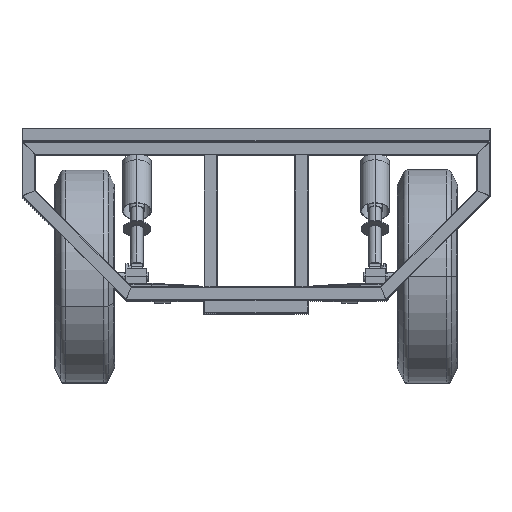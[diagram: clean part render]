
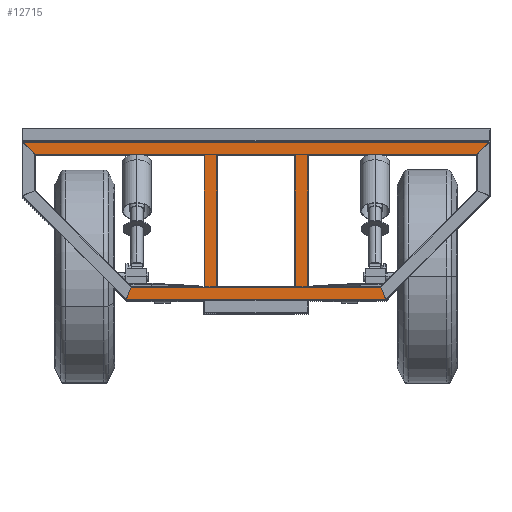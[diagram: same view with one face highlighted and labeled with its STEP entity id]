
A CAD part, top view. The second image highlights one B-rep face of the part: STEP entity #12715.
In plain terms, the highlighted planar face has unit normal (0, 0, 1).
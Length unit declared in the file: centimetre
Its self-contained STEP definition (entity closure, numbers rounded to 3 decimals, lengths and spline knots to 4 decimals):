
#201 = VERTEX_POINT ( 'NONE', #5685 ) ;
#639 = CARTESIAN_POINT ( 'NONE',  ( 42.46, -2.54, 0. ) ) ;
#716 = LINE ( 'NONE', #2491, #4230 ) ;
#778 = DIRECTION ( 'NONE',  ( 0.383, 0.924, 0. ) ) ;
#1078 = VERTEX_POINT ( 'NONE', #639 ) ;
#1196 = VECTOR ( 'NONE', #4473, 100. ) ;
#1595 = VERTEX_POINT ( 'NONE', #5904 ) ;
#1708 = EDGE_CURVE ( 'NONE', #6336, #2721, #9443, .T. ) ;
#1754 = ORIENTED_EDGE ( 'NONE', *, *, #18860, .T. ) ;
#1767 = EDGE_CURVE ( 'NONE', #19905, #10558, #6681, .T. ) ;
#1994 = ORIENTED_EDGE ( 'NONE', *, *, #9411, .F. ) ;
#2130 = CARTESIAN_POINT ( 'NONE',  ( 23.9479, -27.92, 0. ) ) ;
#2213 = DIRECTION ( 'NONE',  ( 1., 0., 0. ) ) ;
#2267 = LINE ( 'NONE', #14110, #8107 ) ;
#2390 = VECTOR ( 'NONE', #2213, 100. ) ;
#2491 = CARTESIAN_POINT ( 'NONE',  ( -45., -2.54, 0. ) ) ;
#2721 = VERTEX_POINT ( 'NONE', #18770 ) ;
#2739 = CARTESIAN_POINT ( 'NONE',  ( -7.46, 1.0521, 0. ) ) ;
#2763 = VECTOR ( 'NONE', #4496, 100. ) ;
#2879 = LINE ( 'NONE', #19722, #20407 ) ;
#2900 = EDGE_CURVE ( 'NONE', #11162, #201, #2267, .T. ) ;
#2924 = VECTOR ( 'NONE', #9953, 100. ) ;
#3190 = DIRECTION ( 'NONE',  ( 0., -1., 0. ) ) ;
#3266 = EDGE_CURVE ( 'NONE', #13513, #8074, #11880, .T. ) ;
#3298 = CARTESIAN_POINT ( 'NONE',  ( -10., -27.92, 0. ) ) ;
#3400 = ORIENTED_EDGE ( 'NONE', *, *, #9845, .F. ) ;
#3456 = EDGE_CURVE ( 'NONE', #1595, #10558, #12411, .T. ) ;
#3544 = EDGE_CURVE ( 'NONE', #17011, #1078, #2879, .T. ) ;
#3688 = CARTESIAN_POINT ( 'NONE',  ( -39.77, -5.23, 0. ) ) ;
#3690 = LINE ( 'NONE', #17068, #11136 ) ;
#4098 = CARTESIAN_POINT ( 'NONE',  ( 25., -30.46, 0. ) ) ;
#4230 = VECTOR ( 'NONE', #19008, 100. ) ;
#4258 = DIRECTION ( 'NONE',  ( -1., 0., 0. ) ) ;
#4418 = EDGE_CURVE ( 'NONE', #5599, #201, #17753, .T. ) ;
#4454 = CARTESIAN_POINT ( 'NONE',  ( -45., 0., 0. ) ) ;
#4473 = DIRECTION ( 'NONE',  ( 1., 0., 0. ) ) ;
#4496 = DIRECTION ( 'NONE',  ( -0.383, 0.924, 0. ) ) ;
#4560 = FACE_OUTER_BOUND ( 'NONE', #7708, .T. ) ;
#4660 = VECTOR ( 'NONE', #17629, 100. ) ;
#5599 = VERTEX_POINT ( 'NONE', #13692 ) ;
#5685 = CARTESIAN_POINT ( 'NONE',  ( 10., -27.92, 0. ) ) ;
#5861 = ORIENTED_EDGE ( 'NONE', *, *, #3456, .F. ) ;
#5904 = CARTESIAN_POINT ( 'NONE',  ( -25., -30.46, 0. ) ) ;
#6274 = VECTOR ( 'NONE', #15517, 100. ) ;
#6276 = CARTESIAN_POINT ( 'NONE',  ( 25., -30.46, 0. ) ) ;
#6336 = VERTEX_POINT ( 'NONE', #10939 ) ;
#6342 = PLANE ( 'NONE',  #21016 ) ;
#6435 = VECTOR ( 'NONE', #16731, 100. ) ;
#6681 = LINE ( 'NONE', #9774, #14534 ) ;
#6795 = LINE ( 'NONE', #10317, #6435 ) ;
#7708 = EDGE_LOOP ( 'NONE', ( #1994, #8517, #13775, #17950, #19481, #5861, #15017, #1754, #20327, #15710, #13772, #20668 ) ) ;
#8074 = VERTEX_POINT ( 'NONE', #11823 ) ;
#8107 = VECTOR ( 'NONE', #4258, 100. ) ;
#8517 = ORIENTED_EDGE ( 'NONE', *, *, #3266, .T. ) ;
#8749 = EDGE_CURVE ( 'NONE', #21531, #1595, #16914, .T. ) ;
#9165 = EDGE_CURVE ( 'NONE', #5599, #1078, #11018, .T. ) ;
#9411 = EDGE_CURVE ( 'NONE', #13513, #17011, #9454, .T. ) ;
#9428 = DIRECTION ( 'NONE',  ( -1., 0., 0. ) ) ;
#9443 = LINE ( 'NONE', #10871, #4660 ) ;
#9454 = LINE ( 'NONE', #9559, #1196 ) ;
#9537 = FACE_BOUND ( 'NONE', #12206, .T. ) ;
#9559 = CARTESIAN_POINT ( 'NONE',  ( -45., 0., 0. ) ) ;
#9595 = CARTESIAN_POINT ( 'NONE',  ( -7.46, -27.92, 0. ) ) ;
#9774 = CARTESIAN_POINT ( 'NONE',  ( 25., -27.92, 0. ) ) ;
#9845 = EDGE_CURVE ( 'NONE', #21630, #13417, #20026, .T. ) ;
#9953 = DIRECTION ( 'NONE',  ( -1., 0., 0. ) ) ;
#10137 = VECTOR ( 'NONE', #19524, 100. ) ;
#10217 = ORIENTED_EDGE ( 'NONE', *, *, #1708, .T. ) ;
#10317 = CARTESIAN_POINT ( 'NONE',  ( 25., -27.92, 0. ) ) ;
#10558 = VERTEX_POINT ( 'NONE', #17088 ) ;
#10818 = CARTESIAN_POINT ( 'NONE',  ( -45., -2.54, 0. ) ) ;
#10871 = CARTESIAN_POINT ( 'NONE',  ( 7.46, 1.0521, 0. ) ) ;
#10939 = CARTESIAN_POINT ( 'NONE',  ( 7.46, -2.54, 0. ) ) ;
#10990 = EDGE_CURVE ( 'NONE', #2721, #13417, #6795, .T. ) ;
#11018 = LINE ( 'NONE', #10818, #21340 ) ;
#11136 = VECTOR ( 'NONE', #14085, 100. ) ;
#11162 = VERTEX_POINT ( 'NONE', #2130 ) ;
#11184 = DIRECTION ( 'NONE',  ( -0.707, -0.707, 0. ) ) ;
#11211 = ORIENTED_EDGE ( 'NONE', *, *, #10990, .T. ) ;
#11777 = CARTESIAN_POINT ( 'NONE',  ( 45., 0., 0. ) ) ;
#11823 = CARTESIAN_POINT ( 'NONE',  ( -42.46, -2.54, 0. ) ) ;
#11880 = LINE ( 'NONE', #3688, #6274 ) ;
#11909 = CARTESIAN_POINT ( 'NONE',  ( -45., 0., 0. ) ) ;
#12206 = EDGE_LOOP ( 'NONE', ( #11211, #3400, #17575, #10217 ) ) ;
#12411 = LINE ( 'NONE', #15942, #18977 ) ;
#12715 = ADVANCED_FACE ( 'NONE', ( #9537, #4560 ), #6342, .F. ) ;
#13309 = DIRECTION ( 'NONE',  ( -1., 0., 0. ) ) ;
#13417 = VERTEX_POINT ( 'NONE', #9595 ) ;
#13513 = VERTEX_POINT ( 'NONE', #11909 ) ;
#13692 = CARTESIAN_POINT ( 'NONE',  ( 10., -2.54, 0. ) ) ;
#13772 = ORIENTED_EDGE ( 'NONE', *, *, #9165, .T. ) ;
#13775 = ORIENTED_EDGE ( 'NONE', *, *, #20070, .T. ) ;
#13958 = LINE ( 'NONE', #17383, #2390 ) ;
#14085 = DIRECTION ( 'NONE',  ( 0., -1., 0. ) ) ;
#14110 = CARTESIAN_POINT ( 'NONE',  ( 25., -27.92, 0. ) ) ;
#14150 = EDGE_CURVE ( 'NONE', #20767, #19905, #3690, .T. ) ;
#14416 = CARTESIAN_POINT ( 'NONE',  ( -10., -2.54, 0. ) ) ;
#14534 = VECTOR ( 'NONE', #13309, 100. ) ;
#15017 = ORIENTED_EDGE ( 'NONE', *, *, #8749, .F. ) ;
#15517 = DIRECTION ( 'NONE',  ( 0.707, -0.707, 0. ) ) ;
#15710 = ORIENTED_EDGE ( 'NONE', *, *, #4418, .F. ) ;
#15942 = CARTESIAN_POINT ( 'NONE',  ( -25., -30.46, 0. ) ) ;
#16085 = CARTESIAN_POINT ( 'NONE',  ( 10., 1.0521, 0. ) ) ;
#16196 = EDGE_CURVE ( 'NONE', #21630, #6336, #13958, .T. ) ;
#16731 = DIRECTION ( 'NONE',  ( -1., 0., 0. ) ) ;
#16914 = LINE ( 'NONE', #4098, #2924 ) ;
#17011 = VERTEX_POINT ( 'NONE', #11777 ) ;
#17068 = CARTESIAN_POINT ( 'NONE',  ( -10., 1.0521, 0. ) ) ;
#17088 = CARTESIAN_POINT ( 'NONE',  ( -23.9479, -27.92, 0. ) ) ;
#17108 = VECTOR ( 'NONE', #3190, 100. ) ;
#17383 = CARTESIAN_POINT ( 'NONE',  ( -45., -2.54, 0. ) ) ;
#17575 = ORIENTED_EDGE ( 'NONE', *, *, #16196, .T. ) ;
#17629 = DIRECTION ( 'NONE',  ( 0., -1., 0. ) ) ;
#17694 = CARTESIAN_POINT ( 'NONE',  ( -7.46, -2.54, 0. ) ) ;
#17753 = LINE ( 'NONE', #16085, #10137 ) ;
#17950 = ORIENTED_EDGE ( 'NONE', *, *, #14150, .T. ) ;
#18770 = CARTESIAN_POINT ( 'NONE',  ( 7.46, -27.92, 0. ) ) ;
#18860 = EDGE_CURVE ( 'NONE', #21531, #11162, #19535, .T. ) ;
#18977 = VECTOR ( 'NONE', #778, 100. ) ;
#19008 = DIRECTION ( 'NONE',  ( 1., 0., 0. ) ) ;
#19481 = ORIENTED_EDGE ( 'NONE', *, *, #1767, .T. ) ;
#19524 = DIRECTION ( 'NONE',  ( 0., -1., 0. ) ) ;
#19535 = LINE ( 'NONE', #6276, #2763 ) ;
#19722 = CARTESIAN_POINT ( 'NONE',  ( 0., -45., 0. ) ) ;
#19822 = DIRECTION ( 'NONE',  ( 0., 0., -1. ) ) ;
#19905 = VERTEX_POINT ( 'NONE', #3298 ) ;
#20026 = LINE ( 'NONE', #2739, #17108 ) ;
#20070 = EDGE_CURVE ( 'NONE', #8074, #20767, #716, .T. ) ;
#20327 = ORIENTED_EDGE ( 'NONE', *, *, #2900, .T. ) ;
#20407 = VECTOR ( 'NONE', #11184, 100. ) ;
#20592 = CARTESIAN_POINT ( 'NONE',  ( 25., -30.46, 0. ) ) ;
#20668 = ORIENTED_EDGE ( 'NONE', *, *, #3544, .F. ) ;
#20767 = VERTEX_POINT ( 'NONE', #14416 ) ;
#21016 = AXIS2_PLACEMENT_3D ( 'NONE', #4454, #19822, #9428 ) ;
#21229 = DIRECTION ( 'NONE',  ( 1., 0., 0. ) ) ;
#21340 = VECTOR ( 'NONE', #21229, 100. ) ;
#21531 = VERTEX_POINT ( 'NONE', #20592 ) ;
#21630 = VERTEX_POINT ( 'NONE', #17694 ) ;
